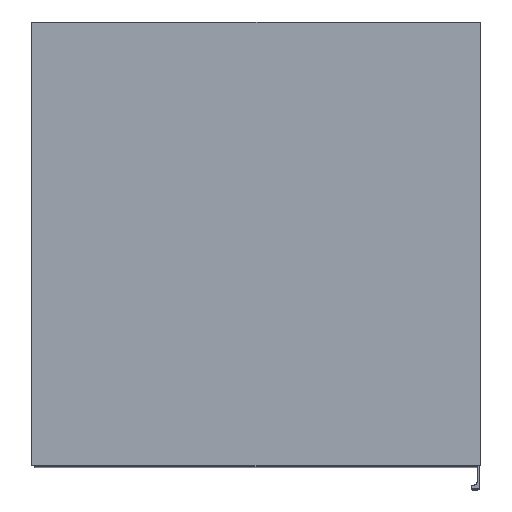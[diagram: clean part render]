
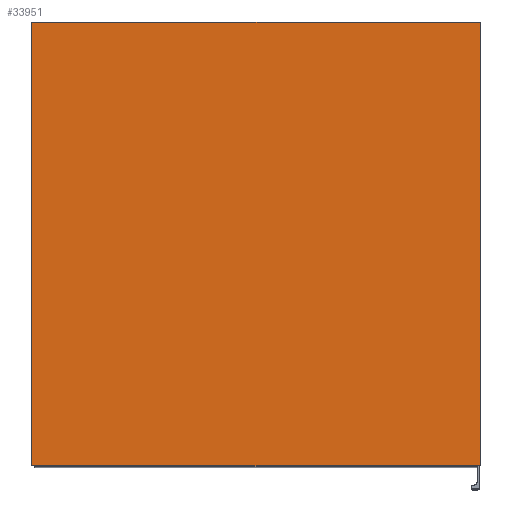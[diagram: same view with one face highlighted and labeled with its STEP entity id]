
A CAD part, top view. The second image highlights one B-rep face of the part: STEP entity #33951.
In plain terms, the highlighted planar face has unit normal (0, 0, 1).
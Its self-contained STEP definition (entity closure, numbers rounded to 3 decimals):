
#3707=FACE_OUTER_BOUND('',#5676,.T.);
#5676=EDGE_LOOP('',(#27716,#27717,#27718,#27719));
#8464=LINE('',#55492,#11891);
#8468=LINE('',#55500,#11895);
#8471=LINE('',#55506,#11898);
#8474=LINE('',#55511,#11901);
#11891=VECTOR('',#43841,1.);
#11895=VECTOR('',#43847,1.);
#11898=VECTOR('',#43852,1.);
#11901=VECTOR('',#43857,1.);
#15419=VERTEX_POINT('',#55490);
#15420=VERTEX_POINT('',#55491);
#15423=VERTEX_POINT('',#55499);
#15425=VERTEX_POINT('',#55505);
#19724=EDGE_CURVE('',#15419,#15420,#8464,.T.);
#19728=EDGE_CURVE('',#15423,#15419,#8468,.T.);
#19731=EDGE_CURVE('',#15425,#15423,#8471,.T.);
#19734=EDGE_CURVE('',#15420,#15425,#8474,.T.);
#27716=ORIENTED_EDGE('',*,*,#19734,.F.);
#27717=ORIENTED_EDGE('',*,*,#19724,.F.);
#27718=ORIENTED_EDGE('',*,*,#19728,.F.);
#27719=ORIENTED_EDGE('',*,*,#19731,.F.);
#32317=PLANE('',#36721);
#33951=ADVANCED_FACE('',(#3707),#32317,.F.);
#36721=AXIS2_PLACEMENT_3D('',#55514,#43861,#43862);
#43841=DIRECTION('',(0.,1.,0.));
#43847=DIRECTION('',(-1.,0.,0.));
#43852=DIRECTION('',(0.,-1.,0.));
#43857=DIRECTION('',(1.,0.,0.));
#43861=DIRECTION('center_axis',(0.,0.,-1.));
#43862=DIRECTION('ref_axis',(-1.,0.,0.));
#55490=CARTESIAN_POINT('',(-0.5,-347.,1400.));
#55491=CARTESIAN_POINT('',(-0.5,0.,1400.));
#55492=CARTESIAN_POINT('',(-0.5,-347.,1400.));
#55499=CARTESIAN_POINT('',(350.5,-347.,1400.));
#55500=CARTESIAN_POINT('',(350.5,-347.,1400.));
#55505=CARTESIAN_POINT('',(350.5,0.,1400.));
#55506=CARTESIAN_POINT('',(350.5,0.,1400.));
#55511=CARTESIAN_POINT('',(-0.5,0.,1400.));
#55514=CARTESIAN_POINT('Origin',(175.,-173.5,1400.));
